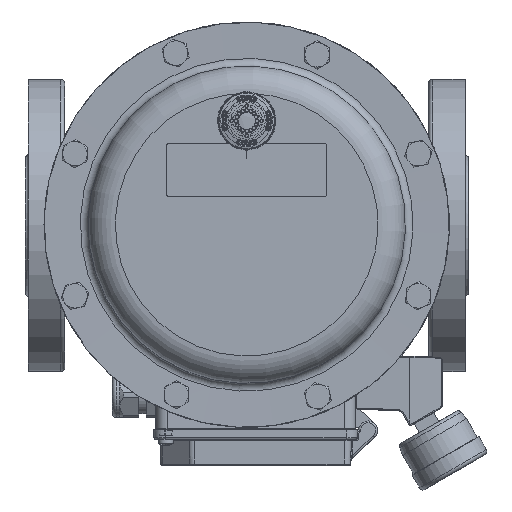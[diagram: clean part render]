
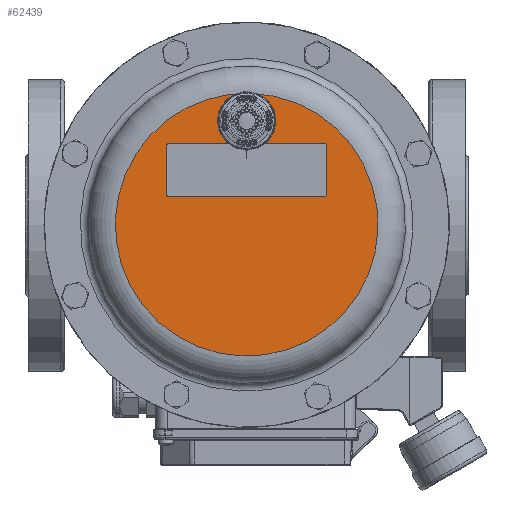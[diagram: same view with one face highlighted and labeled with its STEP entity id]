
A CAD part, top view. The second image highlights one B-rep face of the part: STEP entity #62439.
In plain terms, the highlighted planar face has unit normal (0, 0, 1).
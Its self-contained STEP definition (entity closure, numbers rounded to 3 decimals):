
#3648=LINE('',#105124,#7258);
#3652=LINE('',#105133,#7262);
#3655=LINE('',#105141,#7265);
#3658=LINE('',#105149,#7268);
#7258=VECTOR('',#75383,1000.);
#7262=VECTOR('',#75393,1000.);
#7265=VECTOR('',#75402,1000.);
#7268=VECTOR('',#75411,1000.);
#10386=FACE_BOUND('',#16518,.T.);
#10387=FACE_BOUND('',#16519,.T.);
#10918=PLANE('',#66884);
#12807=FACE_OUTER_BOUND('',#16517,.T.);
#16517=EDGE_LOOP('',(#43937));
#16518=EDGE_LOOP('',(#43938,#43939,#43940,#43941,#43942,#43943,#43944,#43945));
#16519=EDGE_LOOP('',(#43946,#43947));
#20000=CIRCLE('',#66168,10.35);
#20070=CIRCLE('',#66265,69.65);
#20323=CIRCLE('',#66826,1.);
#20324=CIRCLE('',#66829,1.);
#20325=CIRCLE('',#66832,1.);
#20326=CIRCLE('',#66835,1.);
#20327=CIRCLE('',#66885,10.35);
#25081=VERTEX_POINT('',#101778);
#25082=VERTEX_POINT('',#101779);
#25168=VERTEX_POINT('',#102363);
#25650=VERTEX_POINT('',#105122);
#25651=VERTEX_POINT('',#105123);
#25652=VERTEX_POINT('',#105128);
#25653=VERTEX_POINT('',#105132);
#25654=VERTEX_POINT('',#105136);
#25655=VERTEX_POINT('',#105140);
#25656=VERTEX_POINT('',#105144);
#25657=VERTEX_POINT('',#105148);
#31340=EDGE_CURVE('',#25081,#25082,#20000,.T.);
#31457=EDGE_CURVE('',#25168,#25168,#20070,.T.);
#32231=EDGE_CURVE('',#25650,#25651,#3648,.T.);
#32234=EDGE_CURVE('',#25651,#25652,#20323,.T.);
#32236=EDGE_CURVE('',#25652,#25653,#3652,.T.);
#32238=EDGE_CURVE('',#25653,#25654,#20324,.T.);
#32240=EDGE_CURVE('',#25654,#25655,#3655,.T.);
#32242=EDGE_CURVE('',#25655,#25656,#20325,.T.);
#32244=EDGE_CURVE('',#25656,#25657,#3658,.T.);
#32246=EDGE_CURVE('',#25657,#25650,#20326,.T.);
#32319=EDGE_CURVE('',#25082,#25081,#20327,.T.);
#43937=ORIENTED_EDGE('',*,*,#31457,.F.);
#43938=ORIENTED_EDGE('',*,*,#32246,.F.);
#43939=ORIENTED_EDGE('',*,*,#32244,.F.);
#43940=ORIENTED_EDGE('',*,*,#32242,.F.);
#43941=ORIENTED_EDGE('',*,*,#32240,.F.);
#43942=ORIENTED_EDGE('',*,*,#32238,.F.);
#43943=ORIENTED_EDGE('',*,*,#32236,.F.);
#43944=ORIENTED_EDGE('',*,*,#32234,.F.);
#43945=ORIENTED_EDGE('',*,*,#32231,.F.);
#43946=ORIENTED_EDGE('',*,*,#32319,.T.);
#43947=ORIENTED_EDGE('',*,*,#31340,.T.);
#62439=ADVANCED_FACE('',(#12807,#10386,#10387),#10918,.F.);
#66168=AXIS2_PLACEMENT_3D('',#101780,#73826,#73827);
#66265=AXIS2_PLACEMENT_3D('',#102365,#74046,#74047);
#66826=AXIS2_PLACEMENT_3D('',#105129,#75388,#75389);
#66829=AXIS2_PLACEMENT_3D('',#105137,#75397,#75398);
#66832=AXIS2_PLACEMENT_3D('',#105145,#75406,#75407);
#66835=AXIS2_PLACEMENT_3D('',#105152,#75415,#75416);
#66884=AXIS2_PLACEMENT_3D('',#105297,#75585,#75586);
#66885=AXIS2_PLACEMENT_3D('',#105298,#75587,#75588);
#73826=DIRECTION('center_axis',(0.,0.,
-1.));
#73827=DIRECTION('ref_axis',(-0.924,0.383,0.));
#74046=DIRECTION('center_axis',(0.,0.,
-1.));
#74047=DIRECTION('ref_axis',(-0.924,0.383,0.));
#75383=DIRECTION('',(0.,1.,0.));
#75388=DIRECTION('center_axis',(0.,0.,
1.));
#75389=DIRECTION('ref_axis',(0.,-1.,0.));
#75393=DIRECTION('',(-1.,0.,0.));
#75397=DIRECTION('center_axis',(0.,0.,
1.));
#75398=DIRECTION('ref_axis',(0.,-1.,0.));
#75402=DIRECTION('',(0.,-1.,0.));
#75406=DIRECTION('center_axis',(0.,0.,
1.));
#75407=DIRECTION('ref_axis',(0.,-1.,0.));
#75411=DIRECTION('',(1.,0.,0.));
#75415=DIRECTION('center_axis',(0.,0.,
1.));
#75416=DIRECTION('ref_axis',(0.,-1.,0.));
#75585=DIRECTION('center_axis',(0.,0.,
-1.));
#75586=DIRECTION('ref_axis',(-0.924,0.383,0.));
#75587=DIRECTION('center_axis',(0.,0.,
-1.));
#75588=DIRECTION('ref_axis',(-0.924,0.383,0.));
#101778=CARTESIAN_POINT('',(0.,65.35,301.));
#101779=CARTESIAN_POINT('',(0.,44.65,301.));
#101780=CARTESIAN_POINT('Origin',(0.,55.,301.));
#102363=CARTESIAN_POINT('',(64.348,-26.654,301.));
#102365=CARTESIAN_POINT('Origin',(0.,0.,
301.));
#105122=CARTESIAN_POINT('',(42.5,16.,301.));
#105123=CARTESIAN_POINT('',(42.5,42.,301.));
#105124=CARTESIAN_POINT('',(42.5,16.,301.));
#105128=CARTESIAN_POINT('',(41.5,43.,301.));
#105129=CARTESIAN_POINT('Origin',(41.5,42.,301.));
#105132=CARTESIAN_POINT('',(-41.5,43.,301.));
#105133=CARTESIAN_POINT('',(41.5,43.,301.));
#105136=CARTESIAN_POINT('',(-42.5,42.,301.));
#105137=CARTESIAN_POINT('Origin',(-41.5,42.,301.));
#105140=CARTESIAN_POINT('',(-42.5,16.,301.));
#105141=CARTESIAN_POINT('',(-42.5,16.,301.));
#105144=CARTESIAN_POINT('',(-41.5,15.,301.));
#105145=CARTESIAN_POINT('Origin',(-41.5,16.,301.));
#105148=CARTESIAN_POINT('',(41.5,15.,301.));
#105149=CARTESIAN_POINT('',(41.5,15.,301.));
#105152=CARTESIAN_POINT('Origin',(41.5,16.,301.));
#105297=CARTESIAN_POINT('Origin',(0.,0.,
301.));
#105298=CARTESIAN_POINT('Origin',(0.,55.,301.));
